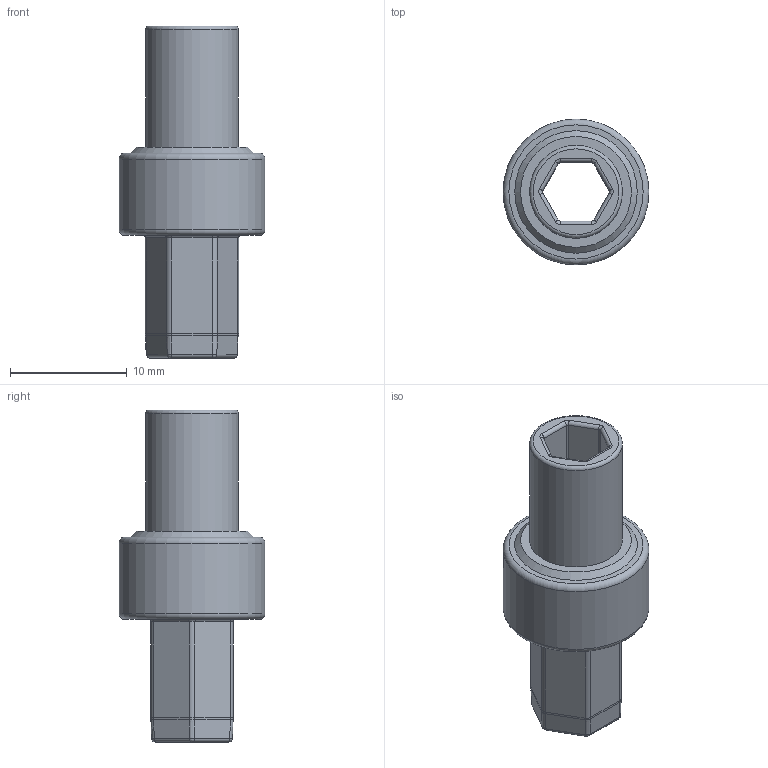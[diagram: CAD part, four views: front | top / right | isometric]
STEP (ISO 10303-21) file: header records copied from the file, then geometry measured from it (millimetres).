
FILE_DESCRIPTION(/* description */ ('','CAx-IF Rec.Pracs.---Representation and Presentation of Product Manufacturing Information (PMI)---4.0---2014-10-13'),/* implementation_level */ '2;1');
FILE_NAME(/* name */ '',/* time_stamp */ '2025-03-17T09:58:21+08:00',/* author */ (''),/* organization */ (''),/* preprocessor_version */ 'ST-DEVELOPER v20',/* originating_system */ 'Autodesk Translation Framework v13.20.0.188',/* authorisation */ '');
FILE_SCHEMA (('AP242_MANAGED_MODEL_BASED_3D_ENGINEERING_MIM_LF { 1 0 10303 442 1 1 4 }'));
Length unit declared in the file: millimetre
Products named in the file (1): 零件17^#IV底盘F
Bounding box: 12.5 x 12.5 x 28.45 mm (x, y, z)
Volume: 1236.7 mm3; surface area: 1459.8 mm2
Topology: 1 solids, 1 shells, 107 faces, 233 edges, 131 vertices
Faces by surface type: cylinder 44, plane 23, torus 21, bspline 12, cone 7
Full cylindrical faces by diameter (mm): 7.95 x1, 12.5 x1
Entity records: 2982 total; most frequent: CARTESIAN_POINT 568, DIRECTION 559, ORIENTED_EDGE 466, EDGE_CURVE 233, AXIS2_PLACEMENT_3D 230, CIRCLE 134, VERTEX_POINT 131, EDGE_LOOP 112
